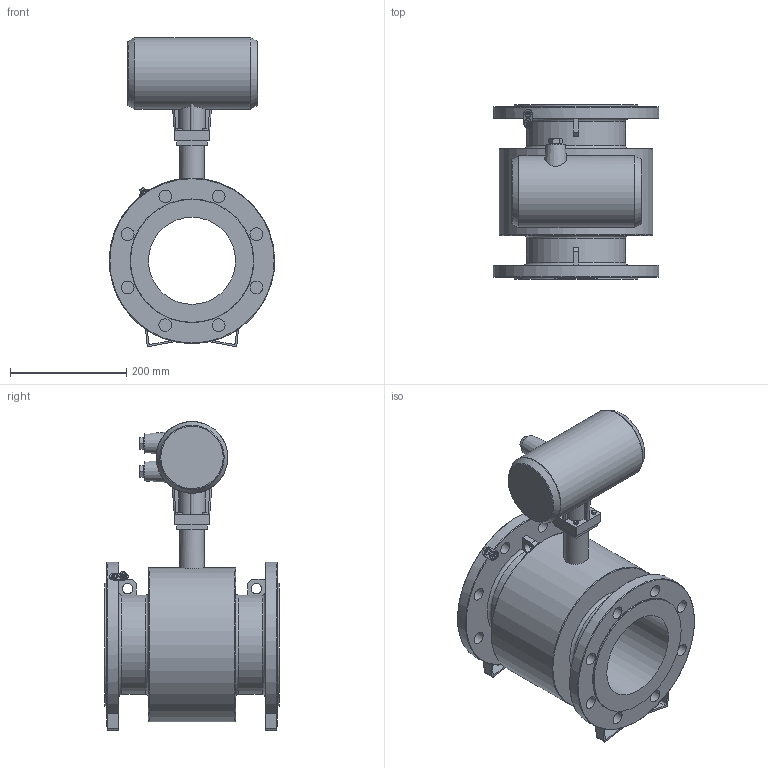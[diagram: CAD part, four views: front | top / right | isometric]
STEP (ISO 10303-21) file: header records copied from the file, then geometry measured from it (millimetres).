
FILE_DESCRIPTION(/* description */ (''),/* implementation_level */ '2;1');
FILE_NAME(/* name */ 'Flowmeter DN150 PN16 Compact.step',/* time_stamp */ '2023-10-05T13:01:00+03:00',/* author */ (''),/* organization */ (''),/* preprocessor_version */ 'ST-DEVELOPER v20',/* originating_system */ 'Autodesk Translation Framework v12.14.0.127',/* authorisation */ '');
FILE_SCHEMA (('AUTOMOTIVE_DESIGN { 1 0 10303 214 3 1 1 }'));
Length unit declared in the file: millimetre
Products named in the file (3): Flowmeter DN150 PN16; Flowmeter v11; A_Compact_version
Assembly tree (2 placements, depth 3):
  Flowmeter DN150 PN16
    Flowmeter v11
      A_Compact_version
Bounding box: 284.73 x 300 x 532 mm (x, y, z)
Volume: 10984254.9 mm3; surface area: 779011.7 mm2
Topology: 1 solids, 6 shells, 653 faces, 1661 edges, 1069 vertices
Faces by surface type: plane 233, cylinder 158, bspline 157, cone 91, torus 14
Full cylindrical faces by diameter (mm): 3.332 x2, 3.961 x9, 4.234 x4, 5 x11, 5.5 x1, 6.5 x4, 8 x2, 10.394 x1, 12.394 x1, 14 x1, 17 x2, 18 x2, 18.137 x10, 18.631 x12, 22 x16, 29 x1, 42 x2, 72 x1, 110 x2, 113 x2, 123.5 x1, 150 x1, 170.5 x2, 212 x2, 265 x1
Entity records: 39448 total; most frequent: CARTESIAN_POINT 24739, ORIENTED_EDGE 3322, DIRECTION 2368, EDGE_CURVE 1661, VERTEX_POINT 1069, AXIS2_PLACEMENT_3D 863, EDGE_LOOP 778, FACE_OUTER_BOUND 653
